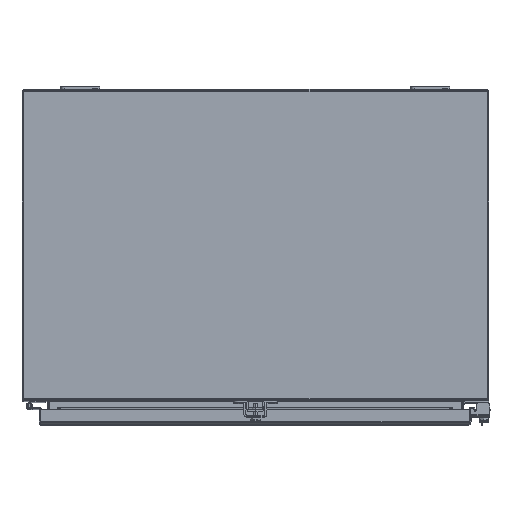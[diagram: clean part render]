
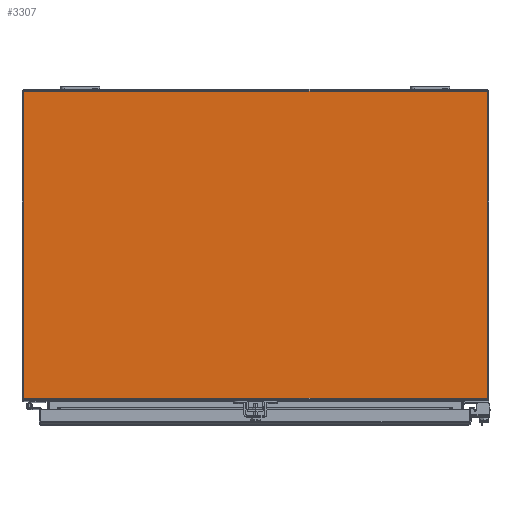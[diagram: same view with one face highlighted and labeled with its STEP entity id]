
A CAD part, top view. The second image highlights one B-rep face of the part: STEP entity #3307.
In plain terms, the highlighted planar face has unit normal (0, 0, 1).
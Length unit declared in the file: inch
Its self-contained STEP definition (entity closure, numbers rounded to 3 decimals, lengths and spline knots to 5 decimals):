
#508 = EDGE_CURVE ( 'NONE', #39791, #22423, #916, .T. ) ;
#916 = LINE ( 'NONE', #14159, #34928 ) ;
#2109 = CARTESIAN_POINT ( 'NONE',  ( 11.928, -15.892, 15. ) ) ;
#3218 = DIRECTION ( 'NONE',  ( 0., 0., -1. ) ) ;
#3307 = ADVANCED_FACE ( 'NONE', ( #28340 ), #45205, .F. ) ;
#5613 = DIRECTION ( 'NONE',  ( 0., 1., 0. ) ) ;
#7353 = CARTESIAN_POINT ( 'NONE',  ( 11.928, 0., 15. ) ) ;
#10482 = LINE ( 'NONE', #31738, #37334 ) ;
#11853 = VECTOR ( 'NONE', #51299, 39.37008 ) ;
#13713 = LINE ( 'NONE', #2109, #34504 ) ;
#14159 = CARTESIAN_POINT ( 'NONE',  ( 11.928, -0.072, 15. ) ) ;
#14632 = DIRECTION ( 'NONE',  ( 0., -1., 0. ) ) ;
#16867 = EDGE_LOOP ( 'NONE', ( #43894, #29976, #24347, #41976 ) ) ;
#22423 = VERTEX_POINT ( 'NONE', #30775 ) ;
#22725 = VERTEX_POINT ( 'NONE', #45262 ) ;
#24347 = ORIENTED_EDGE ( 'NONE', *, *, #53395, .F. ) ;
#25587 = CARTESIAN_POINT ( 'NONE',  ( -11.928, -0.108, 15. ) ) ;
#27776 = DIRECTION ( 'NONE',  ( -1., 0., 0. ) ) ;
#28077 = VERTEX_POINT ( 'NONE', #29675 ) ;
#28340 = FACE_OUTER_BOUND ( 'NONE', #16867, .T. ) ;
#29675 = CARTESIAN_POINT ( 'NONE',  ( -11.928, -0.108, 15. ) ) ;
#29976 = ORIENTED_EDGE ( 'NONE', *, *, #508, .T. ) ;
#30775 = CARTESIAN_POINT ( 'NONE',  ( 11.928, -0.108, 15. ) ) ;
#31738 = CARTESIAN_POINT ( 'NONE',  ( -11.928, 0., 15. ) ) ;
#34504 = VECTOR ( 'NONE', #27776, 39.37008 ) ;
#34928 = VECTOR ( 'NONE', #5613, 39.37008 ) ;
#37334 = VECTOR ( 'NONE', #14632, 39.37008 ) ;
#39200 = CARTESIAN_POINT ( 'NONE',  ( 11.928, -15.892, 15. ) ) ;
#39791 = VERTEX_POINT ( 'NONE', #39200 ) ;
#41299 = AXIS2_PLACEMENT_3D ( 'NONE', #7353, #3218, #53769 ) ;
#41976 = ORIENTED_EDGE ( 'NONE', *, *, #50283, .T. ) ;
#43894 = ORIENTED_EDGE ( 'NONE', *, *, #47989, .F. ) ;
#45205 = PLANE ( 'NONE',  #41299 ) ;
#45262 = CARTESIAN_POINT ( 'NONE',  ( -11.928, -15.892, 15. ) ) ;
#46329 = LINE ( 'NONE', #25587, #11853 ) ;
#47989 = EDGE_CURVE ( 'NONE', #39791, #22725, #13713, .T. ) ;
#50283 = EDGE_CURVE ( 'NONE', #28077, #22725, #10482, .T. ) ;
#51299 = DIRECTION ( 'NONE',  ( 1., 0., 0. ) ) ;
#53395 = EDGE_CURVE ( 'NONE', #28077, #22423, #46329, .T. ) ;
#53769 = DIRECTION ( 'NONE',  ( 0., 1., 0. ) ) ;
